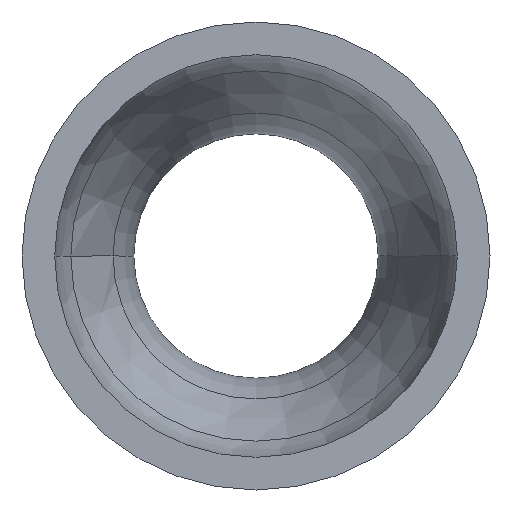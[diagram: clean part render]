
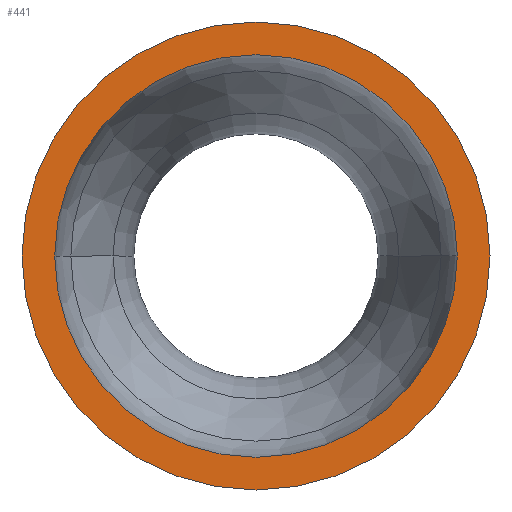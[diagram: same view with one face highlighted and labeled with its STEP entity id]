
A CAD part, left-side view. The second image highlights one B-rep face of the part: STEP entity #441.
In plain terms, the highlighted planar face has unit normal (-1, 0, 0).
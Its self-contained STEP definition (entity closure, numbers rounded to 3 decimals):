
#57 = VERTEX_POINT ( 'NONE', #534 ) ;
#64 = ORIENTED_EDGE ( 'NONE', *, *, #144, .T. ) ;
#74 = DIRECTION ( 'NONE',  ( 0., 1., 0. ) ) ;
#81 = DIRECTION ( 'NONE',  ( 0., 1., 0. ) ) ;
#120 = AXIS2_PLACEMENT_3D ( 'NONE', #539, #225, #627 ) ;
#135 = PLANE ( 'NONE',  #488 ) ;
#144 = EDGE_CURVE ( 'NONE', #57, #417, #339, .T. ) ;
#173 = DIRECTION ( 'NONE',  ( 1., 0., 0. ) ) ;
#181 = FACE_BOUND ( 'NONE', #219, .T. ) ;
#201 = EDGE_LOOP ( 'NONE', ( #363, #211 ) ) ;
#202 = DIRECTION ( 'NONE',  ( 1., 0., 0. ) ) ;
#211 = ORIENTED_EDGE ( 'NONE', *, *, #217, .F. ) ;
#217 = EDGE_CURVE ( 'NONE', #516, #318, #296, .T. ) ;
#219 = EDGE_LOOP ( 'NONE', ( #476, #64 ) ) ;
#225 = DIRECTION ( 'NONE',  ( 1., 0., 0. ) ) ;
#235 = FACE_OUTER_BOUND ( 'NONE', #201, .T. ) ;
#280 = CARTESIAN_POINT ( 'NONE',  ( -38.1, 31.4, 0. ) ) ;
#296 = CIRCLE ( 'NONE', #442, 36.5 ) ;
#316 = CIRCLE ( 'NONE', #120, 31.4 ) ;
#318 = VERTEX_POINT ( 'NONE', #593 ) ;
#324 = CARTESIAN_POINT ( 'NONE',  ( -38.1, 0., 0. ) ) ;
#339 = CIRCLE ( 'NONE', #599, 31.4 ) ;
#341 = CARTESIAN_POINT ( 'NONE',  ( -38.1, 0., 0. ) ) ;
#344 = DIRECTION ( 'NONE',  ( 0., 1., 0. ) ) ;
#363 = ORIENTED_EDGE ( 'NONE', *, *, #469, .F. ) ;
#394 = CARTESIAN_POINT ( 'NONE',  ( -38.1, 31.4, 0. ) ) ;
#417 = VERTEX_POINT ( 'NONE', #280 ) ;
#441 = ADVANCED_FACE ( 'NONE', ( #235, #181 ), #135, .F. ) ;
#442 = AXIS2_PLACEMENT_3D ( 'NONE', #341, #202, #344 ) ;
#469 = EDGE_CURVE ( 'NONE', #318, #516, #563, .T. ) ;
#476 = ORIENTED_EDGE ( 'NONE', *, *, #489, .T. ) ;
#481 = DIRECTION ( 'NONE',  ( 0., 1., 0. ) ) ;
#488 = AXIS2_PLACEMENT_3D ( 'NONE', #394, #501, #81 ) ;
#489 = EDGE_CURVE ( 'NONE', #417, #57, #316, .T. ) ;
#501 = DIRECTION ( 'NONE',  ( 1., 0., 0. ) ) ;
#502 = AXIS2_PLACEMENT_3D ( 'NONE', #324, #588, #74 ) ;
#516 = VERTEX_POINT ( 'NONE', #578 ) ;
#534 = CARTESIAN_POINT ( 'NONE',  ( -38.1, -31.4, 0. ) ) ;
#539 = CARTESIAN_POINT ( 'NONE',  ( -38.1, 0., 0. ) ) ;
#563 = CIRCLE ( 'NONE', #502, 36.5 ) ;
#572 = CARTESIAN_POINT ( 'NONE',  ( -38.1, 0., 0. ) ) ;
#578 = CARTESIAN_POINT ( 'NONE',  ( -38.1, -36.5, 0. ) ) ;
#588 = DIRECTION ( 'NONE',  ( 1., 0., 0. ) ) ;
#593 = CARTESIAN_POINT ( 'NONE',  ( -38.1, 36.5, 0. ) ) ;
#599 = AXIS2_PLACEMENT_3D ( 'NONE', #572, #173, #481 ) ;
#627 = DIRECTION ( 'NONE',  ( 0., 1., 0. ) ) ;
